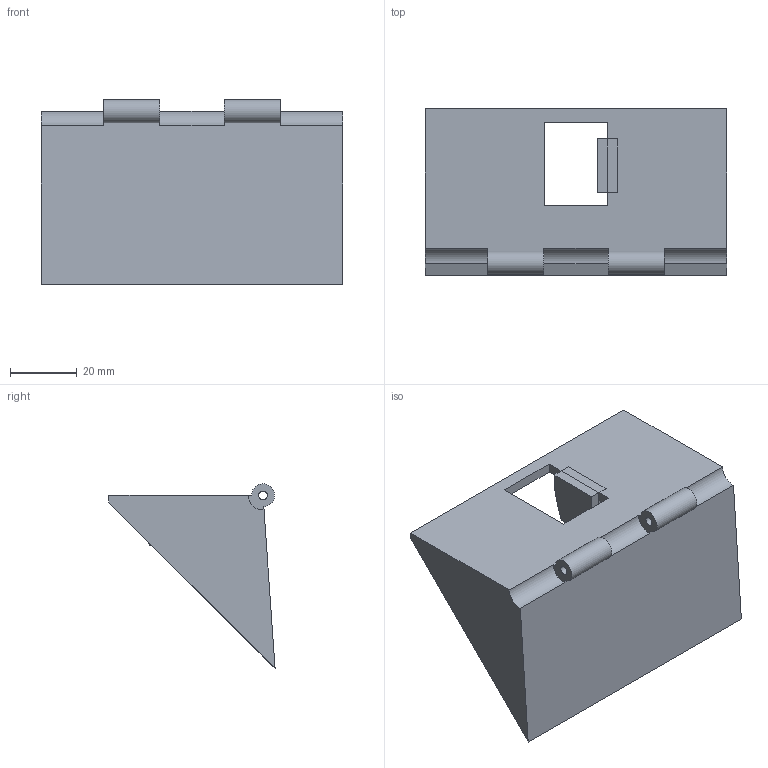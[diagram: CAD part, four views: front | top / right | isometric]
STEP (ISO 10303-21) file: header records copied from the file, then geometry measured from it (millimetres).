
FILE_DESCRIPTION(('FreeCAD Model'),'2;1');
FILE_NAME('Open CASCADE Shape Model','2022-05-23T13:48:56',('Author'),( ''),'Open CASCADE STEP processor 7.5','FreeCAD','Unknown');
FILE_SCHEMA(('AUTOMOTIVE_DESIGN { 1 0 10303 214 1 1 1 1 }'));
Length unit declared in the file: millimetre
Products named in the file (2): fanSupFixe; fanSupFixBdy
Assembly tree (1 placements, depth 2):
  fanSupFixe
    fanSupFixBdy
Bounding box: 90 x 49.61 x 55.06 mm (x, y, z)
Volume: 47525 mm3; surface area: 22087.1 mm2
Topology: 1 solids, 1 shells, 54 faces, 128 edges, 82 vertices
Faces by surface type: plane 41, cylinder 13
Full cylindrical faces by diameter (mm): 2.6 x2, 4 x4
Entity records: 3295 total; most frequent: CARTESIAN_POINT 600, DIRECTION 509, LINE 333, VECTOR 333, ORIENTED_EDGE 256, PCURVE 256, DEFINITIONAL_REPRESENTATION 256, EDGE_CURVE 128
